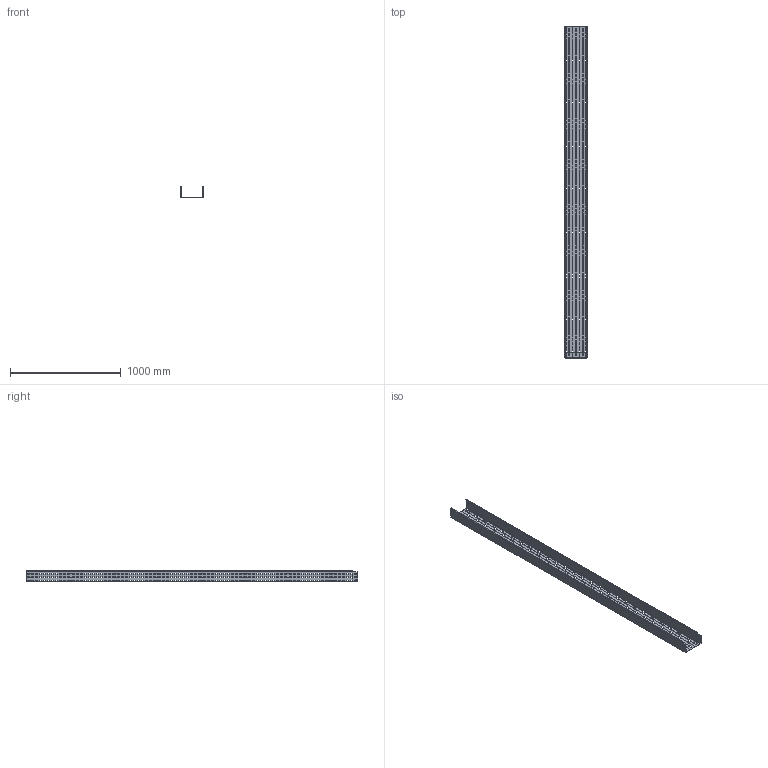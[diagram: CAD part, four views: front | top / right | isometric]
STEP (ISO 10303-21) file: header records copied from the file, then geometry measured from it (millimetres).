
FILE_DESCRIPTION(/* description */ (''),/* implementation_level */ '2;1');
FILE_NAME(/* name */ 'KCL200H100_3N.stp',/* time_stamp */ '2020-03-24T11:41:55+01:00',/* author */ ('stanislaw.luczak'),/* organization */ (''),/* preprocessor_version */ 'ST-DEVELOPER v18',/* originating_system */ 'Autodesk Inventor 2020',/* authorisation */ '');
FILE_SCHEMA (('AUTOMOTIVE_DESIGN { 1 0 10303 214 3 1 1 }'));
Products named in the file (1): 200H60N_KGJ_3M
Bounding box: 201.4 x 3000 x 100.67 mm (x, y, z)
Volume: 760077.3 mm3; surface area: 2216451.1 mm2
Topology: 1 solids, 1 shells, 4413 faces, 13271 edges, 8834 vertices
Faces by surface type: cylinder 2219, plane 2186, torus 6, bspline 2
Entity records: 154792 total; most frequent: CARTESIAN_POINT 26955, ORIENTED_EDGE 26542, DIRECTION 26453, EDGE_CURVE 13271, VERTEX_POINT 8834, AXIS2_PLACEMENT_3D 8830, LINE 8793, VECTOR 8793
